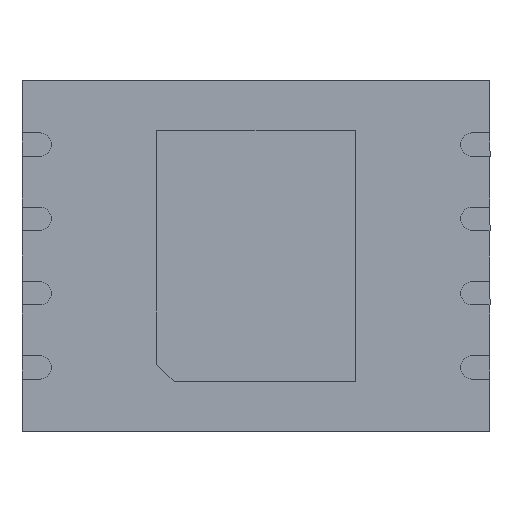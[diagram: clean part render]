
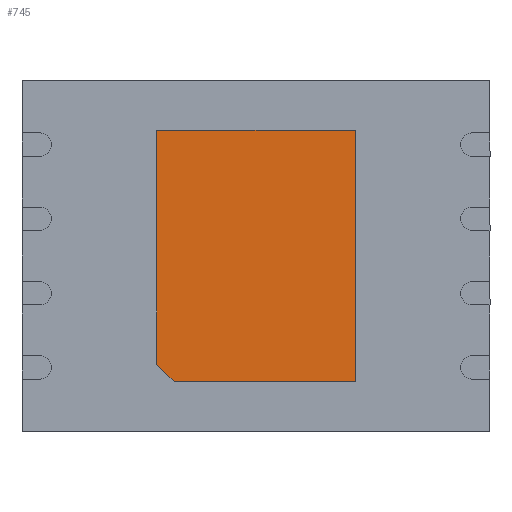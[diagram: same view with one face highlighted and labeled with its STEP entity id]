
A CAD part, front view. The second image highlights one B-rep face of the part: STEP entity #745.
In plain terms, the highlighted planar face has unit normal (0, -1, 0).
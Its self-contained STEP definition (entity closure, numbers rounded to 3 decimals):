
#64 = EDGE_CURVE ( 'NONE', #1507, #520, #1048, .T. ) ;
#91 = DIRECTION ( 'NONE',  ( 0., -1., 0. ) ) ;
#172 = VECTOR ( 'NONE', #1026, 1000. ) ;
#301 = CARTESIAN_POINT ( 'NONE',  ( -1.4, 0., -2.15 ) ) ;
#377 = FACE_OUTER_BOUND ( 'NONE', #388, .T. ) ;
#387 = CARTESIAN_POINT ( 'NONE',  ( -1.7, 0., -1.85 ) ) ;
#388 = EDGE_LOOP ( 'NONE', ( #2027, #907, #3073, #1920, #1383 ) ) ;
#453 = DIRECTION ( 'NONE',  ( -1., 0., 0. ) ) ;
#454 = EDGE_CURVE ( 'NONE', #520, #2225, #2445, .T. ) ;
#520 = VERTEX_POINT ( 'NONE', #301 ) ;
#620 = LINE ( 'NONE', #770, #3338 ) ;
#745 = ADVANCED_FACE ( 'NONE', ( #377 ), #3039, .T. ) ;
#770 = CARTESIAN_POINT ( 'NONE',  ( -1.7, 0., 2.15 ) ) ;
#864 = LINE ( 'NONE', #949, #2344 ) ;
#907 = ORIENTED_EDGE ( 'NONE', *, *, #64, .T. ) ;
#940 = VERTEX_POINT ( 'NONE', #1036 ) ;
#949 = CARTESIAN_POINT ( 'NONE',  ( 1.7, 0., -2.15 ) ) ;
#1026 = DIRECTION ( 'NONE',  ( 0.707, 0., -0.707 ) ) ;
#1036 = CARTESIAN_POINT ( 'NONE',  ( -1.7, 0., 2.15 ) ) ;
#1048 = LINE ( 'NONE', #1813, #172 ) ;
#1313 = VECTOR ( 'NONE', #453, 1000. ) ;
#1383 = ORIENTED_EDGE ( 'NONE', *, *, #3429, .T. ) ;
#1387 = VERTEX_POINT ( 'NONE', #3244 ) ;
#1507 = VERTEX_POINT ( 'NONE', #387 ) ;
#1688 = CARTESIAN_POINT ( 'NONE',  ( 0., 0., 0. ) ) ;
#1715 = DIRECTION ( 'NONE',  ( 1., 0., 0. ) ) ;
#1731 = DIRECTION ( 'NONE',  ( 0., 0., 1. ) ) ;
#1813 = CARTESIAN_POINT ( 'NONE',  ( -1.7, 0., -1.85 ) ) ;
#1825 = CARTESIAN_POINT ( 'NONE',  ( -1.4, 0., -2.15 ) ) ;
#1920 = ORIENTED_EDGE ( 'NONE', *, *, #3197, .T. ) ;
#1956 = VECTOR ( 'NONE', #3144, 1000. ) ;
#2027 = ORIENTED_EDGE ( 'NONE', *, *, #2904, .T. ) ;
#2164 = CARTESIAN_POINT ( 'NONE',  ( 1.7, 0., -2.15 ) ) ;
#2225 = VERTEX_POINT ( 'NONE', #2164 ) ;
#2344 = VECTOR ( 'NONE', #1731, 1000. ) ;
#2445 = LINE ( 'NONE', #1825, #1956 ) ;
#2450 = AXIS2_PLACEMENT_3D ( 'NONE', #1688, #91, #1715 ) ;
#2683 = LINE ( 'NONE', #3340, #1313 ) ;
#2904 = EDGE_CURVE ( 'NONE', #940, #1507, #620, .T. ) ;
#3039 = PLANE ( 'NONE',  #2450 ) ;
#3073 = ORIENTED_EDGE ( 'NONE', *, *, #454, .T. ) ;
#3108 = DIRECTION ( 'NONE',  ( 0., 0., -1. ) ) ;
#3144 = DIRECTION ( 'NONE',  ( 1., 0., 0. ) ) ;
#3197 = EDGE_CURVE ( 'NONE', #2225, #1387, #864, .T. ) ;
#3244 = CARTESIAN_POINT ( 'NONE',  ( 1.7, 0., 2.15 ) ) ;
#3338 = VECTOR ( 'NONE', #3108, 1000. ) ;
#3340 = CARTESIAN_POINT ( 'NONE',  ( 1.7, 0., 2.15 ) ) ;
#3429 = EDGE_CURVE ( 'NONE', #1387, #940, #2683, .T. ) ;
